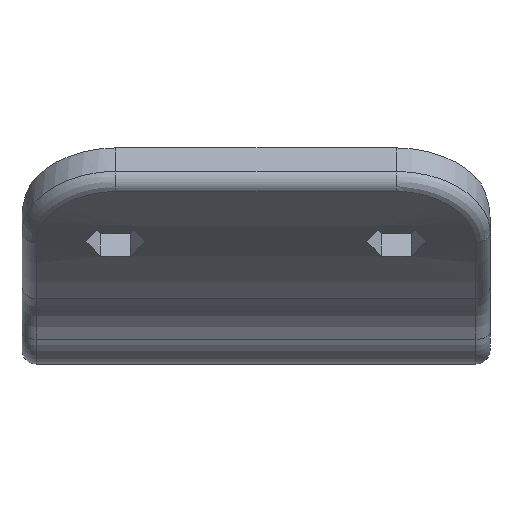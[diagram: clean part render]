
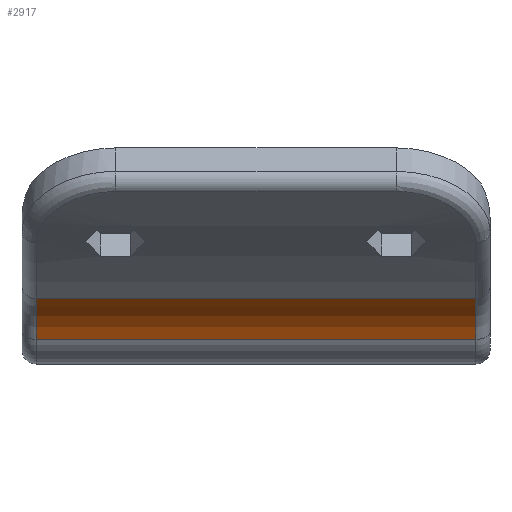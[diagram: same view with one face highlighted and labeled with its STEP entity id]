
A CAD part, left-side view. The second image highlights one B-rep face of the part: STEP entity #2917.
In plain terms, the highlighted cylindrical face has radius 10 mm (diameter 20 mm), a partial arc.
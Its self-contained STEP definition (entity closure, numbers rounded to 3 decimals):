
#35 = FACE_OUTER_BOUND ( 'NONE', #9039, .T. ) ;
#673 = AXIS2_PLACEMENT_3D ( 'NONE', #10216, #9216, #4080 ) ;
#938 = VERTEX_POINT ( 'NONE', #8977 ) ;
#1569 = VECTOR ( 'NONE', #10823, 1000. ) ;
#1996 = EDGE_CURVE ( 'NONE', #2043, #2292, #2217, .T. ) ;
#2025 = ORIENTED_EDGE ( 'NONE', *, *, #10335, .T. ) ;
#2043 = VERTEX_POINT ( 'NONE', #7351 ) ;
#2065 = CIRCLE ( 'NONE', #3502, 10. ) ;
#2217 = LINE ( 'NONE', #3054, #9688 ) ;
#2292 = VERTEX_POINT ( 'NONE', #9258 ) ;
#2401 = ORIENTED_EDGE ( 'NONE', *, *, #6844, .T. ) ;
#2595 = EDGE_CURVE ( 'NONE', #2043, #5415, #2065, .T. ) ;
#2917 = ADVANCED_FACE ( 'NONE', ( #35 ), #6929, .F. ) ;
#3054 = CARTESIAN_POINT ( 'NONE',  ( -30.441, -25., -63.034 ) ) ;
#3222 = DIRECTION ( 'NONE',  ( 0., -1., 0. ) ) ;
#3327 = CIRCLE ( 'NONE', #673, 10. ) ;
#3502 = AXIS2_PLACEMENT_3D ( 'NONE', #4823, #8181, #10672 ) ;
#4080 = DIRECTION ( 'NONE',  ( 0., 0., -1. ) ) ;
#4142 = CARTESIAN_POINT ( 'NONE',  ( -25.959, -25., -67.346 ) ) ;
#4823 = CARTESIAN_POINT ( 'NONE',  ( -34.79, 23.5, -72.039 ) ) ;
#5124 = CARTESIAN_POINT ( 'NONE',  ( -34.79, -25., -72.039 ) ) ;
#5415 = VERTEX_POINT ( 'NONE', #8460 ) ;
#6298 = AXIS2_PLACEMENT_3D ( 'NONE', #5124, #7700, #8490 ) ;
#6844 = EDGE_CURVE ( 'NONE', #938, #2292, #3327, .T. ) ;
#6929 = CYLINDRICAL_SURFACE ( 'NONE', #6298, 10. ) ;
#7351 = CARTESIAN_POINT ( 'NONE',  ( -30.441, 23.5, -63.034 ) ) ;
#7700 = DIRECTION ( 'NONE',  ( 0., -1., 0. ) ) ;
#7951 = ORIENTED_EDGE ( 'NONE', *, *, #2595, .T. ) ;
#8181 = DIRECTION ( 'NONE',  ( 0., 1., 0. ) ) ;
#8460 = CARTESIAN_POINT ( 'NONE',  ( -25.959, 23.5, -67.346 ) ) ;
#8490 = DIRECTION ( 'NONE',  ( 0., 0., -1. ) ) ;
#8977 = CARTESIAN_POINT ( 'NONE',  ( -25.959, -23.5, -67.346 ) ) ;
#9039 = EDGE_LOOP ( 'NONE', ( #10678, #7951, #2025, #2401 ) ) ;
#9216 = DIRECTION ( 'NONE',  ( 0., -1., 0. ) ) ;
#9258 = CARTESIAN_POINT ( 'NONE',  ( -30.441, -23.5, -63.034 ) ) ;
#9688 = VECTOR ( 'NONE', #3222, 1000. ) ;
#9991 = LINE ( 'NONE', #4142, #1569 ) ;
#10216 = CARTESIAN_POINT ( 'NONE',  ( -34.79, -23.5, -72.039 ) ) ;
#10335 = EDGE_CURVE ( 'NONE', #5415, #938, #9991, .T. ) ;
#10672 = DIRECTION ( 'NONE',  ( 0., 0., -1. ) ) ;
#10678 = ORIENTED_EDGE ( 'NONE', *, *, #1996, .F. ) ;
#10823 = DIRECTION ( 'NONE',  ( 0., -1., 0. ) ) ;
